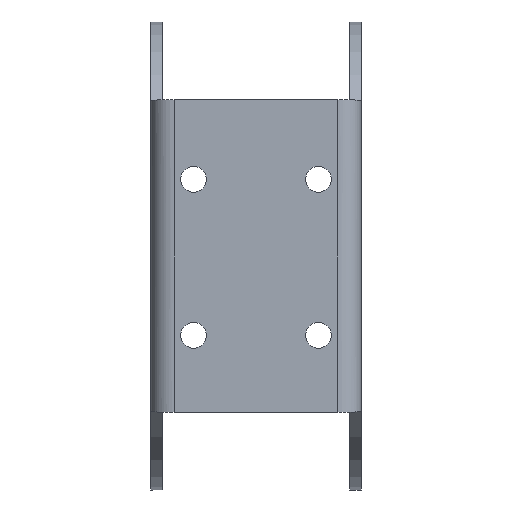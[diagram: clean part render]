
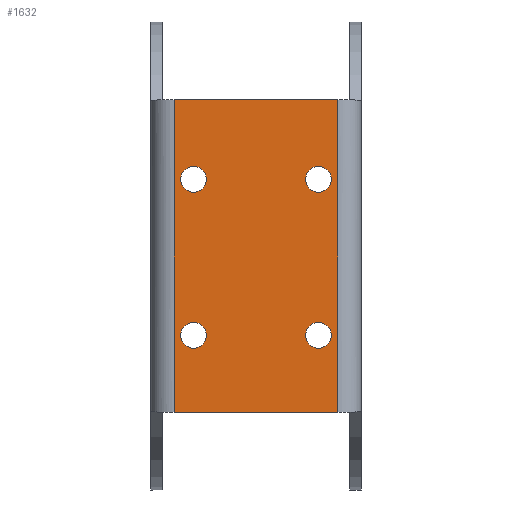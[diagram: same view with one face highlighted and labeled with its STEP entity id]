
A CAD part, front view. The second image highlights one B-rep face of the part: STEP entity #1632.
In plain terms, the highlighted planar face has unit normal (0, -1, 0).
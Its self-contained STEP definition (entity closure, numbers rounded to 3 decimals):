
#43=FACE_BOUND('',#362,.T.);
#44=FACE_BOUND('',#363,.T.);
#45=FACE_BOUND('',#364,.T.);
#46=FACE_BOUND('',#365,.T.);
#63=PLANE('',#1795);
#249=FACE_OUTER_BOUND('',#361,.T.);
#361=EDGE_LOOP('',(#1466,#1467,#1468,#1469));
#362=EDGE_LOOP('',(#1470));
#363=EDGE_LOOP('',(#1471));
#364=EDGE_LOOP('',(#1472));
#365=EDGE_LOOP('',(#1473));
#390=LINE('',#2443,#480);
#394=LINE('',#2498,#484);
#462=LINE('',#3778,#552);
#463=LINE('',#3781,#553);
#480=VECTOR('',#1866,10.);
#484=VECTOR('',#1870,10.);
#552=VECTOR('',#2164,10.);
#553=VECTOR('',#2169,10.);
#557=CIRCLE('',#1657,3.3);
#560=CIRCLE('',#1661,3.3);
#563=CIRCLE('',#1665,3.3);
#566=CIRCLE('',#1669,3.3);
#638=VERTEX_POINT('',#2181);
#641=VERTEX_POINT('',#2189);
#644=VERTEX_POINT('',#2197);
#647=VERTEX_POINT('',#2205);
#650=VERTEX_POINT('',#2217);
#663=VERTEX_POINT('',#2300);
#675=VERTEX_POINT('',#2382);
#676=VERTEX_POINT('',#2416);
#796=EDGE_CURVE('',#638,#638,#557,.T.);
#800=EDGE_CURVE('',#641,#641,#560,.T.);
#804=EDGE_CURVE('',#644,#644,#563,.T.);
#808=EDGE_CURVE('',#647,#647,#566,.T.);
#846=EDGE_CURVE('',#663,#650,#390,.T.);
#852=EDGE_CURVE('',#675,#676,#394,.T.);
#1029=EDGE_CURVE('',#663,#676,#462,.T.);
#1030=EDGE_CURVE('',#650,#675,#463,.T.);
#1466=ORIENTED_EDGE('',*,*,#852,.T.);
#1467=ORIENTED_EDGE('',*,*,#1029,.F.);
#1468=ORIENTED_EDGE('',*,*,#846,.T.);
#1469=ORIENTED_EDGE('',*,*,#1030,.T.);
#1470=ORIENTED_EDGE('',*,*,#796,.T.);
#1471=ORIENTED_EDGE('',*,*,#800,.T.);
#1472=ORIENTED_EDGE('',*,*,#804,.T.);
#1473=ORIENTED_EDGE('',*,*,#808,.T.);
#1632=ADVANCED_FACE('',(#249,#43,#44,#45,#46),#63,.F.);
#1657=AXIS2_PLACEMENT_3D('',#2183,#1806,#1807);
#1661=AXIS2_PLACEMENT_3D('',#2191,#1815,#1816);
#1665=AXIS2_PLACEMENT_3D('',#2199,#1824,#1825);
#1669=AXIS2_PLACEMENT_3D('',#2207,#1833,#1834);
#1795=AXIS2_PLACEMENT_3D('',#3783,#2171,#2172);
#1806=DIRECTION('center_axis',(0.,1.,0.));
#1807=DIRECTION('ref_axis',(1.,0.,0.));
#1815=DIRECTION('center_axis',(0.,1.,0.));
#1816=DIRECTION('ref_axis',(1.,0.,0.));
#1824=DIRECTION('center_axis',(0.,1.,0.));
#1825=DIRECTION('ref_axis',(1.,0.,0.));
#1833=DIRECTION('center_axis',(0.,1.,0.));
#1834=DIRECTION('ref_axis',(1.,0.,0.));
#1866=DIRECTION('',(-1.,0.,0.));
#1870=DIRECTION('',(1.,0.,0.));
#2164=DIRECTION('',(0.,0.,-1.));
#2169=DIRECTION('',(0.,0.,-1.));
#2171=DIRECTION('center_axis',(0.,1.,0.));
#2172=DIRECTION('ref_axis',(-1.,0.,0.));
#2181=CARTESIAN_POINT('',(39.7,237.,128.157));
#2183=CARTESIAN_POINT('Origin',(43.,237.,128.157));
#2189=CARTESIAN_POINT('',(7.7,237.,168.157));
#2191=CARTESIAN_POINT('Origin',(11.,237.,168.157));
#2197=CARTESIAN_POINT('',(39.7,237.,168.157));
#2199=CARTESIAN_POINT('Origin',(43.,237.,168.157));
#2205=CARTESIAN_POINT('',(7.7,237.,128.157));
#2207=CARTESIAN_POINT('Origin',(11.,237.,128.157));
#2217=CARTESIAN_POINT('',(6.,237.,188.535));
#2300=CARTESIAN_POINT('',(48.,237.,188.535));
#2382=CARTESIAN_POINT('',(6.,237.,108.465));
#2416=CARTESIAN_POINT('',(48.,237.,108.465));
#2443=CARTESIAN_POINT('',(0.,237.,188.535));
#2498=CARTESIAN_POINT('',(0.,237.,108.465));
#3778=CARTESIAN_POINT('',(48.,237.,148.5));
#3781=CARTESIAN_POINT('',(6.,237.,148.5));
#3783=CARTESIAN_POINT('Origin',(27.,237.,148.5));
